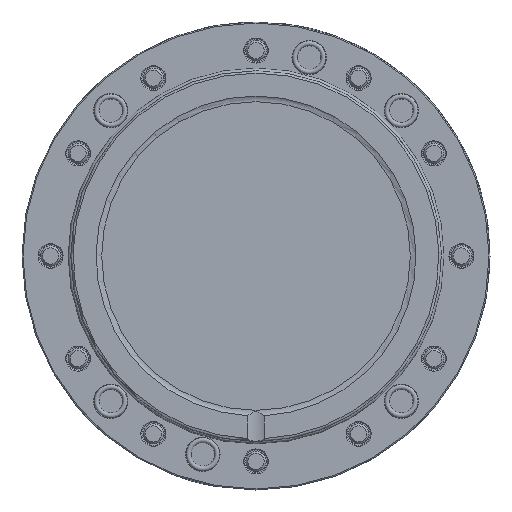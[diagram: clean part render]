
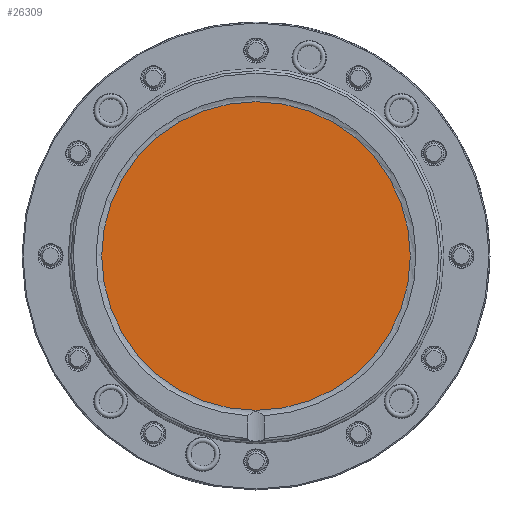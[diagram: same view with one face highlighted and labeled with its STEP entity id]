
A CAD part, front view. The second image highlights one B-rep face of the part: STEP entity #26309.
In plain terms, the highlighted planar face has unit normal (0, -1, 0).
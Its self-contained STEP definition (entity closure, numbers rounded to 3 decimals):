
#2122 = ORIENTED_EDGE ( 'NONE', *, *, #17126, .F. ) ;
#3601 = AXIS2_PLACEMENT_3D ( 'NONE', #10541, #8403, #5255 ) ;
#4360 = PLANE ( 'NONE',  #24744 ) ;
#5255 = DIRECTION ( 'NONE',  ( 0., 0., 1. ) ) ;
#5909 = CARTESIAN_POINT ( 'NONE',  ( 0., -17.6, 45.842 ) ) ;
#5943 = CARTESIAN_POINT ( 'NONE',  ( 0., -17.6, 0. ) ) ;
#8322 = FACE_OUTER_BOUND ( 'NONE', #18875, .T. ) ;
#8403 = DIRECTION ( 'NONE',  ( 0., 1., 0. ) ) ;
#10541 = CARTESIAN_POINT ( 'NONE',  ( 0., -17.6, 0. ) ) ;
#17126 = EDGE_CURVE ( 'NONE', #33082, #33082, #34002, .T. ) ;
#17585 = DIRECTION ( 'NONE',  ( 0., 1., 0. ) ) ;
#18875 = EDGE_LOOP ( 'NONE', ( #2122 ) ) ;
#24744 = AXIS2_PLACEMENT_3D ( 'NONE', #5943, #17585, #33120 ) ;
#26309 = ADVANCED_FACE ( 'NONE', ( #8322 ), #4360, .F. ) ;
#33082 = VERTEX_POINT ( 'NONE', #5909 ) ;
#33120 = DIRECTION ( 'NONE',  ( 0., 0., 1. ) ) ;
#34002 = CIRCLE ( 'NONE', #3601, 45.842 ) ;
